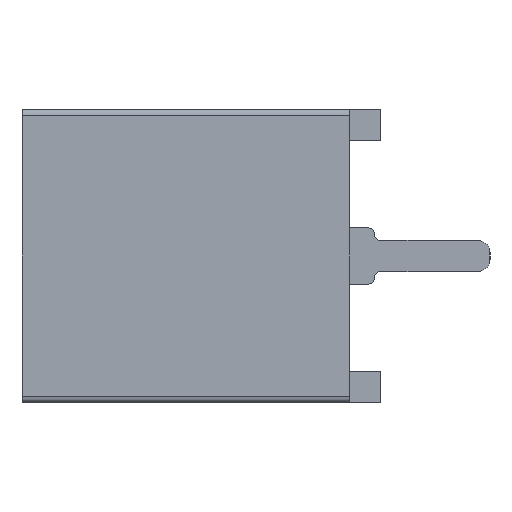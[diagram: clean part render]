
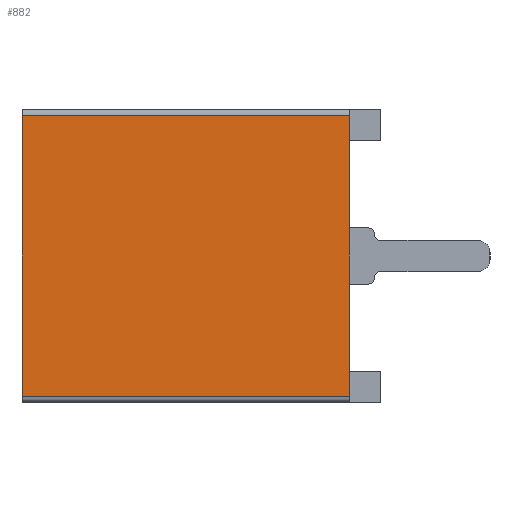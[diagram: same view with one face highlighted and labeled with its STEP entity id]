
A CAD part, left-side view. The second image highlights one B-rep face of the part: STEP entity #882.
In plain terms, the highlighted planar face has unit normal (-1, 0, 0).
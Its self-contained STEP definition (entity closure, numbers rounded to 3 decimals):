
#304=VERTEX_POINT('NONE',#305);
#305=CARTESIAN_POINT('',(-12.2,-5.25,4.5));
#312=EDGE_CURVE('NONE',#304,#313,#315,.F.);
#313=VERTEX_POINT('NONE',#314);
#314=CARTESIAN_POINT('',(-12.2,-5.25,-4.5));
#315=LINE('',#316,#317);
#316=CARTESIAN_POINT('',(-12.2,-5.25,-4.5));
#317=VECTOR('',#318,1.0);
#318=DIRECTION('',(0.,0.0,1.0));
#862=EDGE_CURVE('NONE',#313,#863,#865,.F.);
#863=VERTEX_POINT('NONE',#864);
#864=CARTESIAN_POINT('',(-12.2,5.25,-4.5));
#865=LINE('',#866,#867);
#866=CARTESIAN_POINT('',(-12.2,5.25,-4.5));
#867=VECTOR('',#868,1.0);
#868=DIRECTION('',(0.0,-1.0,0.0));
#882=ADVANCED_FACE('NONE',(#883),#901,.F.);
#883=FACE_BOUND('NONE',#884,.T.);
#884=EDGE_LOOP('',(#885,#886,#894,#900));
#885=ORIENTED_EDGE('',*,*,#312,.F.);
#886=ORIENTED_EDGE('',*,*,#887,.T.);
#887=EDGE_CURVE('NONE',#304,#888,#890,.F.);
#888=VERTEX_POINT('NONE',#889);
#889=CARTESIAN_POINT('',(-12.2,5.25,4.5));
#890=LINE('',#891,#892);
#891=CARTESIAN_POINT('',(-12.2,5.25,4.5));
#892=VECTOR('',#893,1.0);
#893=DIRECTION('',(0.0,-1.0,0.0));
#894=ORIENTED_EDGE('',*,*,#895,.T.);
#895=EDGE_CURVE('NONE',#888,#863,#896,.F.);
#896=LINE('',#897,#898);
#897=CARTESIAN_POINT('',(-12.2,5.25,-4.5));
#898=VECTOR('',#899,1.0);
#899=DIRECTION('',(0.,0.0,1.0));
#900=ORIENTED_EDGE('',*,*,#862,.F.);
#901=PLANE('',#902);
#902=AXIS2_PLACEMENT_3D('',#903,#904,#905);
#903=CARTESIAN_POINT('',(-12.2,5.25,-4.5));
#904=DIRECTION('',(1.0,0.0,0.));
#905=DIRECTION('',(0.,0.0,-1.0));
